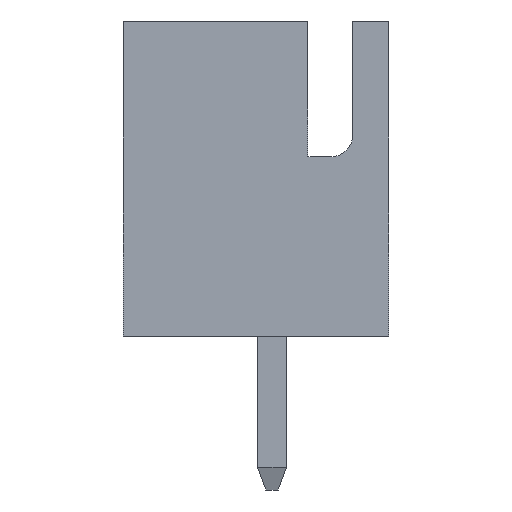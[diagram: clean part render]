
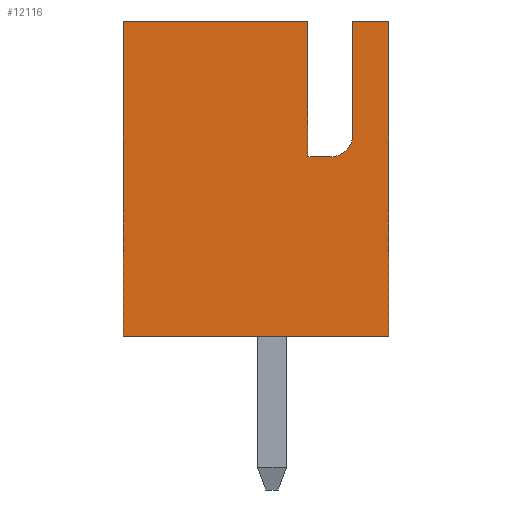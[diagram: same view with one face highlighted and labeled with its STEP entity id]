
A CAD part, left-side view. The second image highlights one B-rep face of the part: STEP entity #12116.
In plain terms, the highlighted planar face has unit normal (-1, 0, 0).
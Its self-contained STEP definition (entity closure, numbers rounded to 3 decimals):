
#151 = VERTEX_POINT ( 'NONE', #13317 ) ;
#198 = LINE ( 'NONE', #5354, #5535 ) ;
#319 = CARTESIAN_POINT ( 'NONE',  ( -6.25, -1.65, 4. ) ) ;
#364 = LINE ( 'NONE', #13029, #2000 ) ;
#411 = CARTESIAN_POINT ( 'NONE',  ( -6.25, -2.95, 7. ) ) ;
#597 = VERTEX_POINT ( 'NONE', #9450 ) ;
#922 = CARTESIAN_POINT ( 'NONE',  ( -6.25, 2.95, 7. ) ) ;
#1066 = ORIENTED_EDGE ( 'NONE', *, *, #10167, .T. ) ;
#1544 = EDGE_CURVE ( 'NONE', #7440, #151, #11893, .T. ) ;
#1981 = CARTESIAN_POINT ( 'NONE',  ( -6.25, -2.15, 7. ) ) ;
#2000 = VECTOR ( 'NONE', #2559, 1000. ) ;
#2157 = CARTESIAN_POINT ( 'NONE',  ( -6.25, 2.95, 0. ) ) ;
#2528 = ORIENTED_EDGE ( 'NONE', *, *, #5029, .F. ) ;
#2559 = DIRECTION ( 'NONE',  ( 0., -1., 0. ) ) ;
#2697 = VECTOR ( 'NONE', #2993, 1000. ) ;
#2764 = EDGE_CURVE ( 'NONE', #597, #151, #2910, .T. ) ;
#2910 = LINE ( 'NONE', #8089, #2697 ) ;
#2993 = DIRECTION ( 'NONE',  ( 0., -1., 0. ) ) ;
#3102 = CIRCLE ( 'NONE', #15601, 0.5 ) ;
#3204 = CARTESIAN_POINT ( 'NONE',  ( -6.25, 2.95, 0. ) ) ;
#3208 = LINE ( 'NONE', #13589, #12021 ) ;
#3346 = EDGE_CURVE ( 'NONE', #8593, #4036, #5906, .T. ) ;
#4036 = VERTEX_POINT ( 'NONE', #4287 ) ;
#4057 = DIRECTION ( 'NONE',  ( 0., 0., -1. ) ) ;
#4287 = CARTESIAN_POINT ( 'NONE',  ( -6.25, -2.95, 0. ) ) ;
#4810 = AXIS2_PLACEMENT_3D ( 'NONE', #11576, #7750, #15659 ) ;
#5029 = EDGE_CURVE ( 'NONE', #7440, #14610, #364, .T. ) ;
#5053 = EDGE_CURVE ( 'NONE', #11110, #8467, #198, .T. ) ;
#5076 = ORIENTED_EDGE ( 'NONE', *, *, #11805, .F. ) ;
#5315 = DIRECTION ( 'NONE',  ( 0., 1., 0. ) ) ;
#5354 = CARTESIAN_POINT ( 'NONE',  ( -6.25, 2.95, 7. ) ) ;
#5535 = VECTOR ( 'NONE', #6560, 1000. ) ;
#5663 = EDGE_CURVE ( 'NONE', #16375, #14610, #3102, .T. ) ;
#5906 = LINE ( 'NONE', #3204, #10302 ) ;
#6289 = CARTESIAN_POINT ( 'NONE',  ( -6.25, -1.15, 4. ) ) ;
#6439 = ORIENTED_EDGE ( 'NONE', *, *, #1544, .T. ) ;
#6560 = DIRECTION ( 'NONE',  ( 0., -1., 0. ) ) ;
#6946 = CARTESIAN_POINT ( 'NONE',  ( -6.25, -2.15, 4.5 ) ) ;
#7440 = VERTEX_POINT ( 'NONE', #6289 ) ;
#7750 = DIRECTION ( 'NONE',  ( 1., 0., 0. ) ) ;
#8089 = CARTESIAN_POINT ( 'NONE',  ( -6.25, 2.95, 7. ) ) ;
#8467 = VERTEX_POINT ( 'NONE', #14253 ) ;
#8593 = VERTEX_POINT ( 'NONE', #2157 ) ;
#8811 = EDGE_LOOP ( 'NONE', ( #10935, #5076, #13736, #2528, #6439, #9734, #1066, #14043, #8942 ) ) ;
#8942 = ORIENTED_EDGE ( 'NONE', *, *, #14295, .F. ) ;
#9018 = VECTOR ( 'NONE', #13829, 1000. ) ;
#9188 = CARTESIAN_POINT ( 'NONE',  ( -6.25, -1.15, 4. ) ) ;
#9450 = CARTESIAN_POINT ( 'NONE',  ( -6.25, 2.95, 7. ) ) ;
#9734 = ORIENTED_EDGE ( 'NONE', *, *, #2764, .F. ) ;
#9889 = DIRECTION ( 'NONE',  ( 0., 0., 1. ) ) ;
#10167 = EDGE_CURVE ( 'NONE', #597, #8593, #15343, .T. ) ;
#10302 = VECTOR ( 'NONE', #16358, 1000. ) ;
#10408 = LINE ( 'NONE', #411, #15712 ) ;
#10470 = VECTOR ( 'NONE', #15909, 1000. ) ;
#10935 = ORIENTED_EDGE ( 'NONE', *, *, #5053, .F. ) ;
#11110 = VERTEX_POINT ( 'NONE', #1981 ) ;
#11576 = CARTESIAN_POINT ( 'NONE',  ( -6.25, 2.95, 7. ) ) ;
#11805 = EDGE_CURVE ( 'NONE', #16375, #11110, #3208, .T. ) ;
#11893 = LINE ( 'NONE', #9188, #10470 ) ;
#12021 = VECTOR ( 'NONE', #9889, 1000. ) ;
#12116 = ADVANCED_FACE ( 'NONE', ( #12588 ), #16412, .F. ) ;
#12588 = FACE_OUTER_BOUND ( 'NONE', #8811, .T. ) ;
#12801 = CARTESIAN_POINT ( 'NONE',  ( -6.25, -1.65, 4.5 ) ) ;
#13029 = CARTESIAN_POINT ( 'NONE',  ( -6.25, -2.15, 4. ) ) ;
#13317 = CARTESIAN_POINT ( 'NONE',  ( -6.25, -1.15, 7. ) ) ;
#13589 = CARTESIAN_POINT ( 'NONE',  ( -6.25, -2.15, 4. ) ) ;
#13736 = ORIENTED_EDGE ( 'NONE', *, *, #5663, .T. ) ;
#13829 = DIRECTION ( 'NONE',  ( 0., 0., -1. ) ) ;
#14043 = ORIENTED_EDGE ( 'NONE', *, *, #3346, .T. ) ;
#14253 = CARTESIAN_POINT ( 'NONE',  ( -6.25, -2.95, 7. ) ) ;
#14295 = EDGE_CURVE ( 'NONE', #8467, #4036, #10408, .T. ) ;
#14610 = VERTEX_POINT ( 'NONE', #319 ) ;
#15343 = LINE ( 'NONE', #922, #9018 ) ;
#15601 = AXIS2_PLACEMENT_3D ( 'NONE', #12801, #16808, #5315 ) ;
#15659 = DIRECTION ( 'NONE',  ( 0., 1., 0. ) ) ;
#15712 = VECTOR ( 'NONE', #4057, 1000. ) ;
#15909 = DIRECTION ( 'NONE',  ( 0., 0., 1. ) ) ;
#16358 = DIRECTION ( 'NONE',  ( 0., -1., 0. ) ) ;
#16375 = VERTEX_POINT ( 'NONE', #6946 ) ;
#16412 = PLANE ( 'NONE',  #4810 ) ;
#16808 = DIRECTION ( 'NONE',  ( 1., 0., 0. ) ) ;
